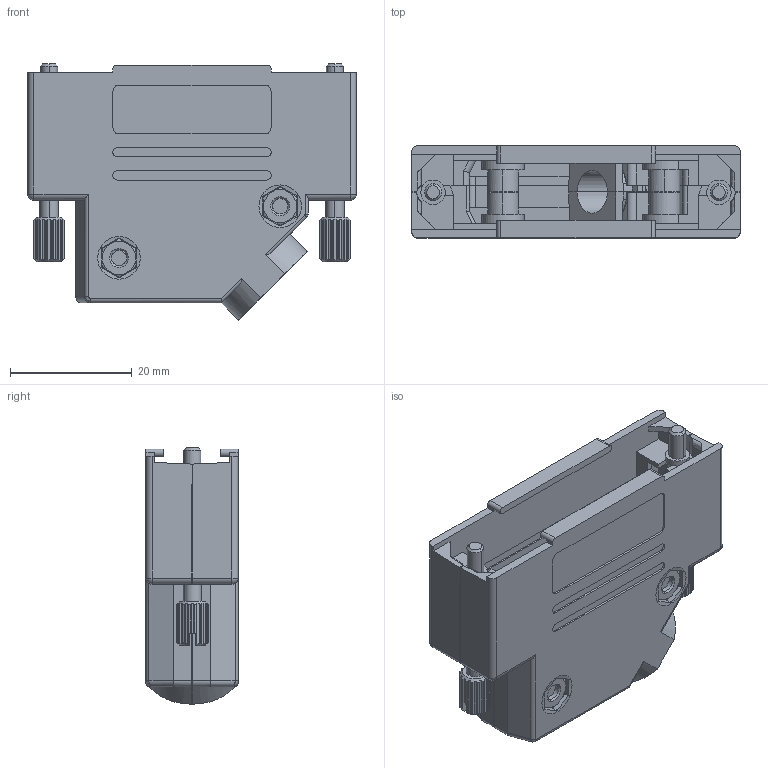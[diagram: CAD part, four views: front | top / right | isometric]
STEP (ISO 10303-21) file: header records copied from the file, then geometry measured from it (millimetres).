
FILE_DESCRIPTION (( 'STEP AP214' ), '1' );
FILE_NAME ('6688-9579.STEP', '2022-06-13T12:07:58', ( '' ), ( '' ), 'SwSTEP 2.0', 'SolidWorks 2021', '' );
FILE_SCHEMA (( 'AUTOMOTIVE_DESIGN' ));
Length unit declared in the file: millimetre
Products named in the file (7): 6855-0303-11; 6522-0121-05 (7mm); 6805-0102-13; 6855-0304-11; 6826-0142-03; 6805-0102-03; 6688-9579
Assembly tree (10 placements, depth 2):
  6688-9579
    6805-0102-13
    6522-0121-05 (7mm)  x2
    6805-0102-03
    6826-0142-03  x2
    6855-0303-11  x2
    6855-0304-11  x2
Bounding box: 54 x 15.15 x 42.13 mm (x, y, z)
Volume: 10514.9 mm3; surface area: 15432.4 mm2
Topology: 10 solids, 10 shells, 965 faces, 2655 edges, 1732 vertices
Faces by surface type: plane 587, cylinder 268, cone 50, bspline 35, torus 21, sphere 4
Entity records: 24198 total; most frequent: CARTESIAN_POINT 5470, ORIENTED_EDGE 4020, DIRECTION 3679, EDGE_CURVE 2010, VERTEX_POINT 1313, LINE 1259, VECTOR 1259, AXIS2_PLACEMENT_3D 1210
